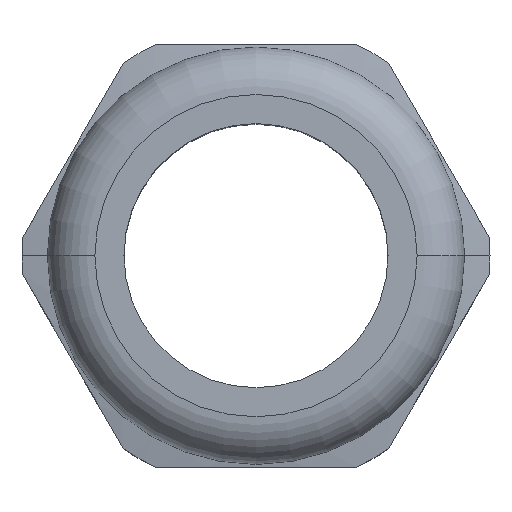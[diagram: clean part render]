
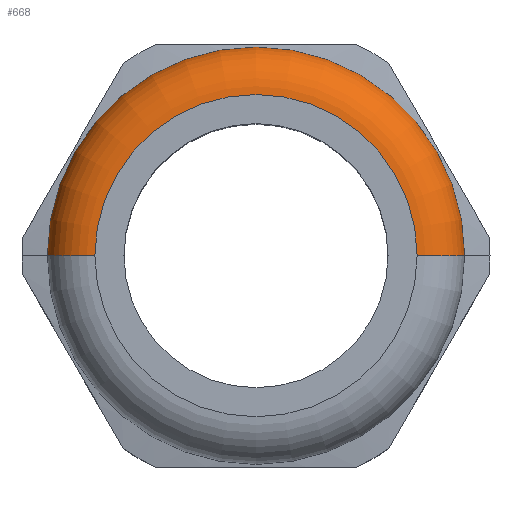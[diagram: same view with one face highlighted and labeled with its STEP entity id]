
A CAD part, top view. The second image highlights one B-rep face of the part: STEP entity #668.
In plain terms, the highlighted toroidal (fillet/blend) face has major radius 15.25 mm and minor radius 4.5 mm.
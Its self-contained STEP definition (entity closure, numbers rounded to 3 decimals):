
#1 = CARTESIAN_POINT ( 'NONE',  ( 15.25, 0., 38. ) ) ;
#133 = FACE_OUTER_BOUND ( 'NONE', #1219, .T. ) ;
#146 = AXIS2_PLACEMENT_3D ( 'NONE', #1538, #1539, #1540 ) ;
#171 = AXIS2_PLACEMENT_3D ( 'NONE', #1514, #1515, #1516 ) ;
#302 = DIRECTION ( 'NONE',  ( 0., 0., -1. ) ) ;
#303 = DIRECTION ( 'NONE',  ( 0., -1., 0. ) ) ;
#304 = CARTESIAN_POINT ( 'NONE',  ( 15.25, 0., 33.5 ) ) ;
#482 = CIRCLE ( 'NONE', #918, 4.5 ) ;
#497 = TOROIDAL_SURFACE ( 'NONE', #146, 15.25, 4.5 ) ;
#504 = CIRCLE ( 'NONE', #171, 15.25 ) ;
#517 = CIRCLE ( 'NONE', #701, 19.75 ) ;
#536 = CIRCLE ( 'NONE', #972, 4.5 ) ;
#574 = EDGE_CURVE ( 'NONE', #1115, #1117, #536, .T. ) ;
#624 = EDGE_CURVE ( 'NONE', #1114, #1115, #517, .T. ) ;
#660 = EDGE_CURVE ( 'NONE', #1117, #1116, #504, .T. ) ;
#668 = ADVANCED_FACE ( 'NONE', ( #133 ), #497, .T. ) ;
#691 = EDGE_CURVE ( 'NONE', #1114, #1116, #482, .T. ) ;
#701 = AXIS2_PLACEMENT_3D ( 'NONE', #1320, #1319, #1318 ) ;
#807 = ORIENTED_EDGE ( 'NONE', *, *, #624, .F. ) ;
#918 = AXIS2_PLACEMENT_3D ( 'NONE', #1610, #1611, #1612 ) ;
#972 = AXIS2_PLACEMENT_3D ( 'NONE', #304, #303, #302 ) ;
#1114 = VERTEX_POINT ( 'NONE', #1633 ) ;
#1115 = VERTEX_POINT ( 'NONE', #1634 ) ;
#1116 = VERTEX_POINT ( 'NONE', #1635 ) ;
#1117 = VERTEX_POINT ( 'NONE', #1 ) ;
#1202 = ORIENTED_EDGE ( 'NONE', *, *, #660, .F. ) ;
#1203 = ORIENTED_EDGE ( 'NONE', *, *, #691, .T. ) ;
#1212 = ORIENTED_EDGE ( 'NONE', *, *, #574, .F. ) ;
#1219 = EDGE_LOOP ( 'NONE', ( #807, #1203, #1202, #1212 ) ) ;
#1318 = DIRECTION ( 'NONE',  ( 1., 0., 0. ) ) ;
#1319 = DIRECTION ( 'NONE',  ( 0., 0., -1. ) ) ;
#1320 = CARTESIAN_POINT ( 'NONE',  ( 0., 0., 33.5 ) ) ;
#1514 = CARTESIAN_POINT ( 'NONE',  ( 0., 0., 38. ) ) ;
#1515 = DIRECTION ( 'NONE',  ( 0., 0., 1. ) ) ;
#1516 = DIRECTION ( 'NONE',  ( 1., 0., 0. ) ) ;
#1538 = CARTESIAN_POINT ( 'NONE',  ( 0., 0., 33.5 ) ) ;
#1539 = DIRECTION ( 'NONE',  ( 0., 0., 1. ) ) ;
#1540 = DIRECTION ( 'NONE',  ( 1., 0., 0. ) ) ;
#1610 = CARTESIAN_POINT ( 'NONE',  ( -15.25, 0., 33.5 ) ) ;
#1611 = DIRECTION ( 'NONE',  ( 0., 1., 0. ) ) ;
#1612 = DIRECTION ( 'NONE',  ( -1., 0., 0. ) ) ;
#1633 = CARTESIAN_POINT ( 'NONE',  ( -19.75, 0., 33.5 ) ) ;
#1634 = CARTESIAN_POINT ( 'NONE',  ( 19.75, 0., 33.5 ) ) ;
#1635 = CARTESIAN_POINT ( 'NONE',  ( -15.25, 0., 38. ) ) ;
